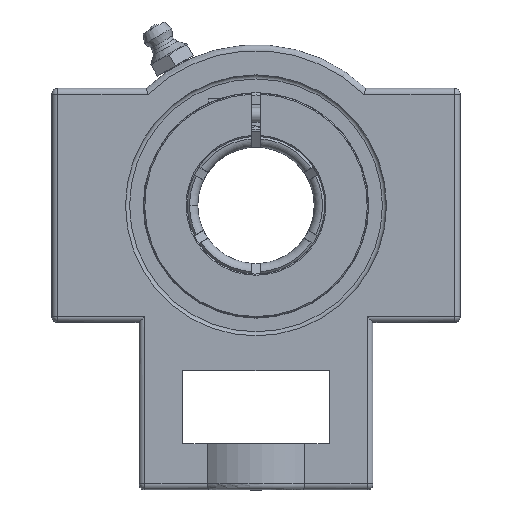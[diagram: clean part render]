
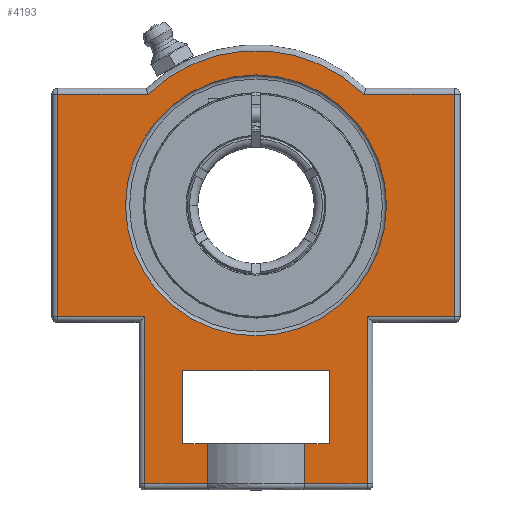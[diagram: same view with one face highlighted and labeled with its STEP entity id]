
A CAD part, top view. The second image highlights one B-rep face of the part: STEP entity #4193.
In plain terms, the highlighted face is planar.
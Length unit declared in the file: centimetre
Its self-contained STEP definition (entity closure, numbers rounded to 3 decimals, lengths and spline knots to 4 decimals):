
#107=CARTESIAN_POINT('',(-0.,-2.8439,-1.2));
#108=VERTEX_POINT('',#107);
#118=CARTESIAN_POINT('',(0.,2.8439,-1.2));
#119=VERTEX_POINT('',#118);
#120=CARTESIAN_POINT('',(0.,0.,-1.2));
#121=DIRECTION('',(0.,-0.,1.));
#122=DIRECTION('',(0.,1.,0.));
#123=AXIS2_PLACEMENT_3D('',#120,#121,#122);
#124=CIRCLE('',#123,2.8439);
#125=EDGE_CURVE('',#119,#108,#124,.T.);
#127=CARTESIAN_POINT('',(0.,0.,-1.2));
#128=DIRECTION('',(0.,-0.,1.));
#129=DIRECTION('',(0.,1.,0.));
#130=AXIS2_PLACEMENT_3D('',#127,#128,#129);
#131=CIRCLE('',#130,2.8439);
#132=EDGE_CURVE('',#108,#119,#131,.T.);
#2910=CARTESIAN_POINT('',(-2.423,-6.073,-1.2));
#2911=VERTEX_POINT('',#2910);
#2936=CARTESIAN_POINT('',(2.423,-6.073,-1.2));
#2937=VERTEX_POINT('',#2936);
#2978=CARTESIAN_POINT('',(2.423,-2.423,-1.2));
#2979=VERTEX_POINT('',#2978);
#2980=CARTESIAN_POINT('',(2.423,-6.3397,-1.2));
#2981=DIRECTION('',(0.,1.,0.));
#2982=VECTOR('',#2981,9.9794);
#2983=LINE('',#2980,#2982);
#2984=EDGE_CURVE('',#2937,#2979,#2983,.T.);
#3012=CARTESIAN_POINT('',(-4.323,-2.423,-1.2));
#3013=VERTEX_POINT('',#3012);
#3038=CARTESIAN_POINT('',(4.323,-2.423,-1.2));
#3039=VERTEX_POINT('',#3038);
#3082=CARTESIAN_POINT('',(-4.323,2.423,-1.2));
#3083=VERTEX_POINT('',#3082);
#3108=CARTESIAN_POINT('',(4.323,2.423,-1.2));
#3109=VERTEX_POINT('',#3108);
#3150=CARTESIAN_POINT('',(2.3465,2.423,-1.2));
#3151=VERTEX_POINT('',#3150);
#3152=CARTESIAN_POINT('',(4.5897,2.423,-1.2));
#3153=DIRECTION('',(-1.,0.,0.));
#3154=VECTOR('',#3153,9.1794);
#3155=LINE('',#3152,#3154);
#3156=EDGE_CURVE('',#3109,#3151,#3155,.T.);
#3183=CARTESIAN_POINT('',(-2.3465,2.423,-1.2));
#3184=VERTEX_POINT('',#3183);
#3185=CARTESIAN_POINT('',(0.,0.,-1.2));
#3186=DIRECTION('',(0.,0.,1.));
#3187=DIRECTION('',(-0.,1.,0.));
#3188=AXIS2_PLACEMENT_3D('',#3185,#3186,#3187);
#3189=CIRCLE('',#3188,3.373);
#3190=EDGE_CURVE('',#3151,#3184,#3189,.T.);
#3227=CARTESIAN_POINT('',(4.5897,2.423,-1.2));
#3228=DIRECTION('',(-1.,0.,0.));
#3229=VECTOR('',#3228,9.1794);
#3230=LINE('',#3227,#3229);
#3231=EDGE_CURVE('',#3184,#3083,#3230,.T.);
#3289=CARTESIAN_POINT('',(4.323,-2.7176,-1.2));
#3290=DIRECTION('',(0.,1.,0.));
#3291=VECTOR('',#3290,5.4353);
#3292=LINE('',#3289,#3291);
#3293=EDGE_CURVE('',#3039,#3109,#3292,.T.);
#3343=CARTESIAN_POINT('',(-4.323,2.7176,-1.2));
#3344=DIRECTION('',(0.,-1.,0.));
#3345=VECTOR('',#3344,5.4353);
#3346=LINE('',#3343,#3345);
#3347=EDGE_CURVE('',#3083,#3013,#3346,.T.);
#3389=CARTESIAN_POINT('',(-4.5897,-2.423,-1.2));
#3390=DIRECTION('',(1.,0.,-0.));
#3391=VECTOR('',#3390,9.1794);
#3392=LINE('',#3389,#3391);
#3393=EDGE_CURVE('',#2979,#3039,#3392,.T.);
#3452=CARTESIAN_POINT('',(-2.423,-2.423,-1.2));
#3453=VERTEX_POINT('',#3452);
#3454=CARTESIAN_POINT('',(-4.5897,-2.423,-1.2));
#3455=DIRECTION('',(1.,0.,-0.));
#3456=VECTOR('',#3455,9.1794);
#3457=LINE('',#3454,#3456);
#3458=EDGE_CURVE('',#3013,#3453,#3457,.T.);
#3475=CARTESIAN_POINT('',(-2.423,3.6397,-1.2));
#3476=DIRECTION('',(0.,-1.,0.));
#3477=VECTOR('',#3476,9.9794);
#3478=LINE('',#3475,#3477);
#3479=EDGE_CURVE('',#3453,#2911,#3478,.T.);
#3519=CARTESIAN_POINT('',(1.0583,-6.073,-1.2));
#3520=VERTEX_POINT('',#3519);
#3521=CARTESIAN_POINT('',(-4.5897,-6.073,-1.2));
#3522=DIRECTION('',(1.,0.,-0.));
#3523=VECTOR('',#3522,9.1794);
#3524=LINE('',#3521,#3523);
#3525=EDGE_CURVE('',#3520,#2937,#3524,.T.);
#3592=CARTESIAN_POINT('',(-1.0583,-6.073,-1.2));
#3593=VERTEX_POINT('',#3592);
#3594=CARTESIAN_POINT('',(-4.5897,-6.073,-1.2));
#3595=DIRECTION('',(1.,0.,-0.));
#3596=VECTOR('',#3595,9.1794);
#3597=LINE('',#3594,#3596);
#3598=EDGE_CURVE('',#2911,#3593,#3597,.T.);
#4117=CARTESIAN_POINT('',(-1.8627,-1.6307,-1.2));
#4118=DIRECTION('',(0.,0.,1.));
#4119=DIRECTION('',(1.,0.,0.));
#4120=AXIS2_PLACEMENT_3D('',#4117,#4118,#4119);
#4121=PLANE('',#4120);
#4122=ORIENTED_EDGE('',*,*,#3598,.F.);
#4123=ORIENTED_EDGE('',*,*,#3479,.F.);
#4124=ORIENTED_EDGE('',*,*,#3458,.F.);
#4125=ORIENTED_EDGE('',*,*,#3347,.F.);
#4126=ORIENTED_EDGE('',*,*,#3231,.F.);
#4127=ORIENTED_EDGE('',*,*,#3190,.F.);
#4128=ORIENTED_EDGE('',*,*,#3156,.F.);
#4129=ORIENTED_EDGE('',*,*,#3293,.F.);
#4130=ORIENTED_EDGE('',*,*,#3393,.F.);
#4131=ORIENTED_EDGE('',*,*,#2984,.F.);
#4132=ORIENTED_EDGE('',*,*,#3525,.F.);
#4133=CARTESIAN_POINT('',(1.0583,-5.2,-1.2));
#4134=VERTEX_POINT('',#4133);
#4135=CARTESIAN_POINT('',(1.0583,-12350.7,-1.2));
#4136=DIRECTION('',(0.,1.,0.));
#4137=VECTOR('',#4136,24690.);
#4138=LINE('',#4135,#4137);
#4139=EDGE_CURVE('',#3520,#4134,#4138,.T.);
#4140=ORIENTED_EDGE('',*,*,#4139,.T.);
#4141=CARTESIAN_POINT('',(1.6,-5.2,-1.2));
#4142=VERTEX_POINT('',#4141);
#4143=CARTESIAN_POINT('',(12346.6,-5.2,-1.2));
#4144=DIRECTION('',(-1.,0.,0.));
#4145=VECTOR('',#4144,24690.);
#4146=LINE('',#4143,#4145);
#4147=EDGE_CURVE('',#4142,#4134,#4146,.T.);
#4148=ORIENTED_EDGE('',*,*,#4147,.F.);
#4149=CARTESIAN_POINT('',(1.6,-3.6,-1.2));
#4150=VERTEX_POINT('',#4149);
#4151=CARTESIAN_POINT('',(1.6,12341.4,-1.2));
#4152=DIRECTION('',(0.,-1.,0.));
#4153=VECTOR('',#4152,24690.);
#4154=LINE('',#4151,#4153);
#4155=EDGE_CURVE('',#4150,#4142,#4154,.T.);
#4156=ORIENTED_EDGE('',*,*,#4155,.F.);
#4157=CARTESIAN_POINT('',(-1.6,-3.6,-1.2));
#4158=VERTEX_POINT('',#4157);
#4159=CARTESIAN_POINT('',(-12345.,-3.6,-1.2));
#4160=DIRECTION('',(1.,0.,-0.));
#4161=VECTOR('',#4160,24690.);
#4162=LINE('',#4159,#4161);
#4163=EDGE_CURVE('',#4158,#4150,#4162,.T.);
#4164=ORIENTED_EDGE('',*,*,#4163,.F.);
#4165=CARTESIAN_POINT('',(-1.6,-5.2,-1.2));
#4166=VERTEX_POINT('',#4165);
#4167=CARTESIAN_POINT('',(-1.6,-12348.6,-1.2));
#4168=DIRECTION('',(0.,1.,0.));
#4169=VECTOR('',#4168,24690.);
#4170=LINE('',#4167,#4169);
#4171=EDGE_CURVE('',#4166,#4158,#4170,.T.);
#4172=ORIENTED_EDGE('',*,*,#4171,.F.);
#4173=CARTESIAN_POINT('',(-1.0583,-5.2,-1.2));
#4174=VERTEX_POINT('',#4173);
#4175=CARTESIAN_POINT('',(12346.6,-5.2,-1.2));
#4176=DIRECTION('',(-1.,0.,0.));
#4177=VECTOR('',#4176,24690.);
#4178=LINE('',#4175,#4177);
#4179=EDGE_CURVE('',#4174,#4166,#4178,.T.);
#4180=ORIENTED_EDGE('',*,*,#4179,.F.);
#4181=CARTESIAN_POINT('',(-1.0583,12339.3,-1.2));
#4182=DIRECTION('',(0.,-1.,0.));
#4183=VECTOR('',#4182,24690.);
#4184=LINE('',#4181,#4183);
#4185=EDGE_CURVE('',#4174,#3593,#4184,.T.);
#4186=ORIENTED_EDGE('',*,*,#4185,.T.);
#4187=EDGE_LOOP('',(#4122,#4123,#4124,#4125,#4126,#4127,#4128,#4129,#4130,#4131,#4132,#4140,#4148,#4156,#4164,#4172,#4180,#4186));
#4188=FACE_BOUND('',#4187,.T.);
#4189=ORIENTED_EDGE('',*,*,#125,.T.);
#4190=ORIENTED_EDGE('',*,*,#132,.T.);
#4191=EDGE_LOOP('',(#4189,#4190));
#4192=FACE_BOUND('',#4191,.T.);
#4193=ADVANCED_FACE('',(#4188,#4192),#4121,.F.);
